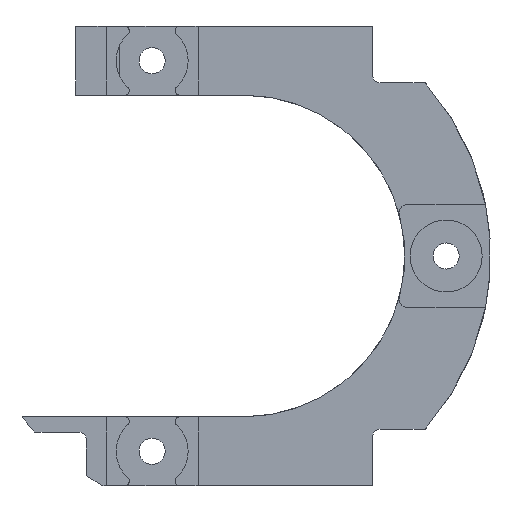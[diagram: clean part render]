
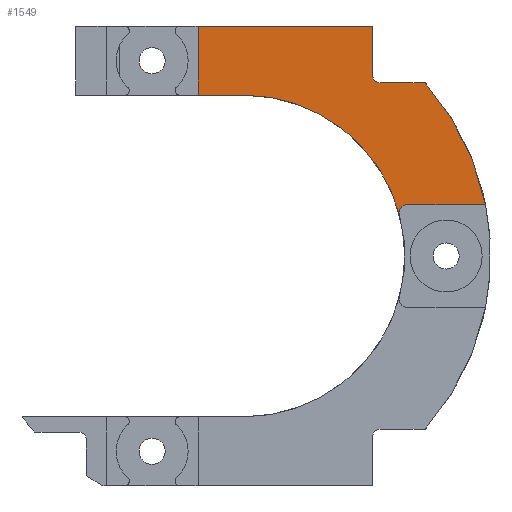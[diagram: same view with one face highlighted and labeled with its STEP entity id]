
A CAD part, front view. The second image highlights one B-rep face of the part: STEP entity #1549.
In plain terms, the highlighted planar face has unit normal (0, -1, 0).
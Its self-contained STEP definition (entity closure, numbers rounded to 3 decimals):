
#99=DIRECTION('',(-1.,0.,0.));
#100=VECTOR('',#99,3.);
#101=CARTESIAN_POINT('',(1.,1.5,10.5));
#102=LINE('',#101,#100);
#254=CARTESIAN_POINT('',(11.624,1.5,2.85));
#255=DIRECTION('',(0.,1.,0.));
#256=DIRECTION('',(-0.966,0.,-0.259));
#257=AXIS2_PLACEMENT_3D('',#254,#255,#256);
#271=DIRECTION('',(1.,0.,0.));
#272=VECTOR('',#271,5.144);
#273=CARTESIAN_POINT('',(11.624,1.5,3.35));
#274=LINE('',#273,#272);
#275=CARTESIAN_POINT('',(1.,1.5,0.));
#276=DIRECTION('',(0.,-1.,0.));
#277=DIRECTION('',(0.966,0.,0.259));
#278=AXIS2_PLACEMENT_3D('',#275,#276,#277);
#280=DIRECTION('',(0.,0.,-1.));
#281=VECTOR('',#280,4.5);
#282=CARTESIAN_POINT('',(-2.,1.5,15.));
#283=LINE('',#282,#281);
#284=DIRECTION('',(1.,0.,0.));
#285=VECTOR('',#284,11.4);
#286=CARTESIAN_POINT('',(-2.,1.5,15.));
#287=LINE('',#286,#285);
#288=DIRECTION('',(0.,0.,-1.));
#289=VECTOR('',#288,3.2);
#290=CARTESIAN_POINT('',(9.4,1.5,15.));
#291=LINE('',#290,#289);
#292=DIRECTION('',(-1.,0.,0.));
#293=VECTOR('',#292,2.934);
#294=CARTESIAN_POINT('',(12.834,1.5,11.3));
#295=LINE('',#294,#293);
#852=CARTESIAN_POINT('',(0.,1.5,0.));
#853=DIRECTION('',(0.,-1.,0.));
#854=DIRECTION('',(0.981,0.,0.196));
#855=AXIS2_PLACEMENT_3D('',#852,#853,#854);
#896=CARTESIAN_POINT('',(9.9,1.5,11.8));
#897=DIRECTION('',(0.,1.,0.));
#898=DIRECTION('',(0.,0.,-1.));
#899=AXIS2_PLACEMENT_3D('',#896,#897,#898);
#944=CARTESIAN_POINT('',(16.769,1.5,3.35));
#946=VERTEX_POINT('',#944);
#1021=CARTESIAN_POINT('',(-2.,1.5,15.));
#1023=VERTEX_POINT('',#1021);
#1029=CARTESIAN_POINT('',(1.,1.5,10.5));
#1030=CARTESIAN_POINT('',(-2.,1.5,10.5));
#1031=VERTEX_POINT('',#1029);
#1032=VERTEX_POINT('',#1030);
#1087=CARTESIAN_POINT('',(12.834,1.5,11.3));
#1088=VERTEX_POINT('',#1087);
#1100=CARTESIAN_POINT('',(9.4,1.5,11.8));
#1102=VERTEX_POINT('',#1100);
#1103=CARTESIAN_POINT('',(9.9,1.5,11.3));
#1104=VERTEX_POINT('',#1103);
#1106=CARTESIAN_POINT('',(11.624,1.5,3.35));
#1108=VERTEX_POINT('',#1106);
#1111=CARTESIAN_POINT('',(11.141,1.5,2.72));
#1112=VERTEX_POINT('',#1111);
#1150=CARTESIAN_POINT('',(9.4,1.5,15.));
#1152=VERTEX_POINT('',#1150);
#1526=CARTESIAN_POINT('',(0.,1.5,0.));
#1527=DIRECTION('',(0.,-1.,0.));
#1528=DIRECTION('',(1.,0.,0.));
#1529=AXIS2_PLACEMENT_3D('',#1526,#1527,#1528);
#1530=PLANE('',#1529);
#1531=ORIENTED_EDGE('',*,*,#1504,.F.);
#1532=ORIENTED_EDGE('',*,*,#1493,.F.);
#1534=ORIENTED_EDGE('',*,*,#1533,.T.);
#1535=ORIENTED_EDGE('',*,*,#1314,.T.);
#1537=ORIENTED_EDGE('',*,*,#1536,.F.);
#1538=ORIENTED_EDGE('',*,*,#1244,.T.);
#1540=ORIENTED_EDGE('',*,*,#1539,.T.);
#1542=ORIENTED_EDGE('',*,*,#1541,.F.);
#1544=ORIENTED_EDGE('',*,*,#1543,.F.);
#1546=ORIENTED_EDGE('',*,*,#1545,.F.);
#1547=EDGE_LOOP('',(#1531,#1532,#1534,#1535,#1537,#1538,#1540,#1542,#1544,
#1546));
#1548=FACE_OUTER_BOUND('',#1547,.F.);
#1549=ADVANCED_FACE('',(#1548),#1530,.T.);
#258=CIRCLE('',#257,0.5);
#279=CIRCLE('',#278,10.5);
#856=CIRCLE('',#855,17.1);
#900=CIRCLE('',#899,0.5);
#1244=EDGE_CURVE('',#1023,#1152,#287,.T.);
#1314=EDGE_CURVE('',#1031,#1032,#102,.T.);
#1493=EDGE_CURVE('',#1112,#1108,#258,.T.);
#1504=EDGE_CURVE('',#1108,#946,#274,.T.);
#1533=EDGE_CURVE('',#1112,#1031,#279,.T.);
#1536=EDGE_CURVE('',#1023,#1032,#283,.T.);
#1539=EDGE_CURVE('',#1152,#1102,#291,.T.);
#1541=EDGE_CURVE('',#1104,#1102,#900,.T.);
#1543=EDGE_CURVE('',#1088,#1104,#295,.T.);
#1545=EDGE_CURVE('',#946,#1088,#856,.T.);
